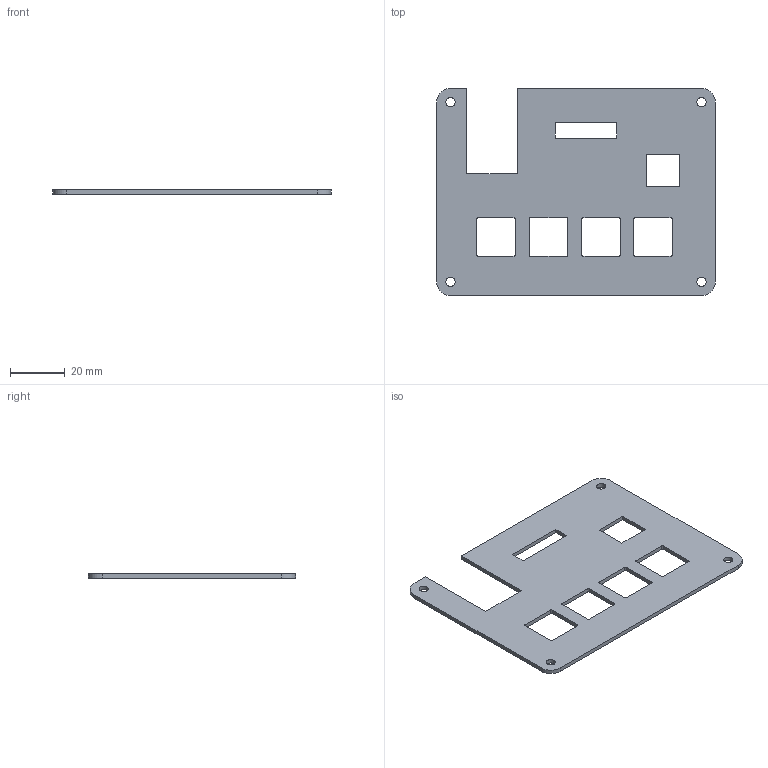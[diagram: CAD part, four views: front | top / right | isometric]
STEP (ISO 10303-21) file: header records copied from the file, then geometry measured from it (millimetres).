
FILE_DESCRIPTION(/* description */ (''),/* implementation_level */ '2;1');
FILE_NAME(/* name */ 'Top.step',/* time_stamp */ '2025-06-14T01:43:37+03:00',/* author */ (''),/* organization */ (''),/* preprocessor_version */ 'ST-DEVELOPER v20.1',/* originating_system */ 'Autodesk Translation Framework v14.10.0.0',/* authorisation */ '');
FILE_SCHEMA (('AUTOMOTIVE_DESIGN { 1 0 10303 214 3 1 1 }'));
Length unit declared in the file: millimetre
Products named in the file (1): 2025-06-14-01-43-37-310
Bounding box: 101.4 x 75.4 x 1.5 mm (x, y, z)
Volume: 8946.3 mm3; surface area: 13113.5 mm2
Topology: 1 solids, 1 shells, 474 faces, 1338 edges, 892 vertices
Faces by surface type: bspline 262, plane 188, cylinder 24
Full cylindrical faces by diameter (mm): 3.4 x4
Entity records: 17750 total; most frequent: CARTESIAN_POINT 7159, ORIENTED_EDGE 2676, EDGE_CURVE 1338, DIRECTION 1288, VERTEX_POINT 892, LINE 766, VECTOR 766, B_SPLINE_CURVE_WITH_KNOTS 524
